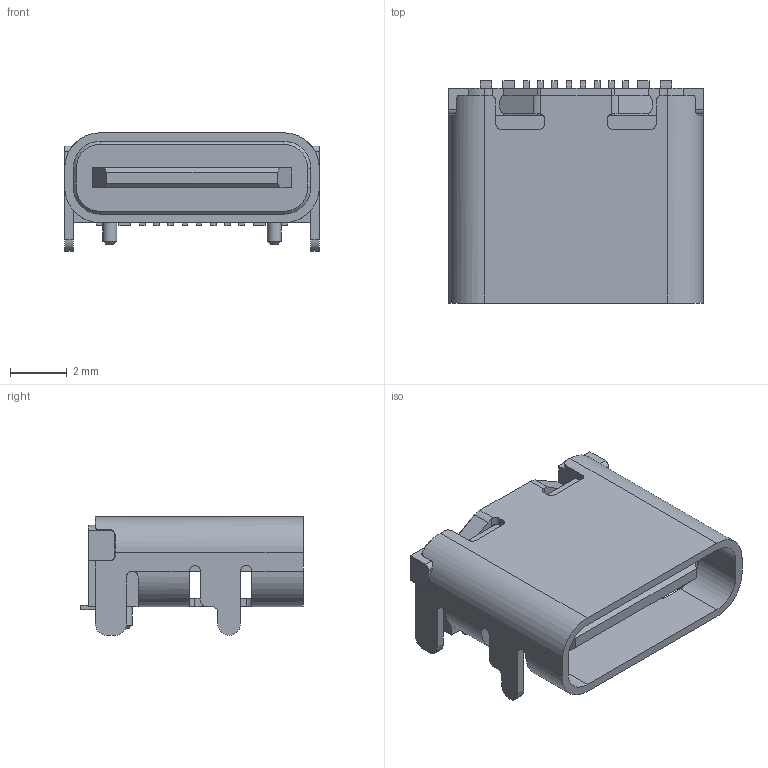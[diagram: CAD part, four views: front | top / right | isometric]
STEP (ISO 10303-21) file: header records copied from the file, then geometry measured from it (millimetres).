
FILE_DESCRIPTION (( 'STEP AP214' ), '1' );
FILE_NAME ('TYPEC-304-ACP16.STEP', '2022-10-24T07:28:25', ( '' ), ( '' ), 'SwSTEP 2.0', 'SolidWorks 2019', '' );
FILE_SCHEMA (( 'AUTOMOTIVE_DESIGN' ));
Length unit declared in the file: millimetre
Products named in the file (1): TYPEC-304-ACP16
Bounding box: 8.94 x 7.81 x 4.16 mm (x, y, z)
Volume: 120.6 mm3; surface area: 405.4 mm2
Topology: 1 solids, 1 shells, 256 faces, 732 edges, 478 vertices
Faces by surface type: plane 174, cylinder 74, cone 8
Entity records: 10352 total; most frequent: CARTESIAN_POINT 1621, ORIENTED_EDGE 1464, DIRECTION 1390, EDGE_CURVE 732, LINE 556, VECTOR 556, VERTEX_POINT 478, AXIS2_PLACEMENT_3D 417
